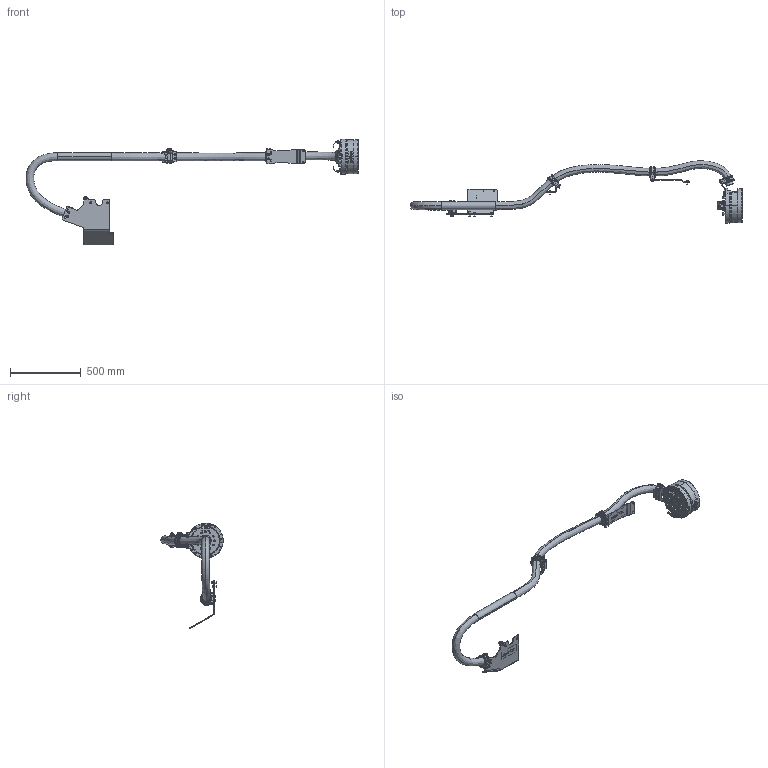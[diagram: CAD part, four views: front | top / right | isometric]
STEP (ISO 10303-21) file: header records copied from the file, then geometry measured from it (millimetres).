
FILE_DESCRIPTION (( 'STEP AP214' ), '1' );
FILE_NAME ('TS141-610.STEP', '2023-11-08T08:18:46', ( '' ), ( '' ), 'SwSTEP 2.0', 'SolidWorks 2021', '' );
FILE_SCHEMA (( 'AUTOMOTIVE_DESIGN' ));
Length unit declared in the file: millimetre
Products named in the file (1): TS141-610
Bounding box: 2352.44 x 442.84 x 748.99 mm (x, y, z)
Volume: 6093918.1 mm3; surface area: 2034888.9 mm2
Topology: 110 solids, 110 shells, 5524 faces, 14031 edges, 9058 vertices
Faces by surface type: plane 2446, cylinder 1300, bspline 1259, cone 248, torus 219, sphere 52
Entity records: 364196 total; most frequent: CARTESIAN_POINT 177920, ORIENTED_EDGE 27774, DIRECTION 21707, EDGE_CURVE 13887, VERTEX_POINT 9010, VECTOR 7563, LINE 7563, AXIS2_PLACEMENT_3D 7072
